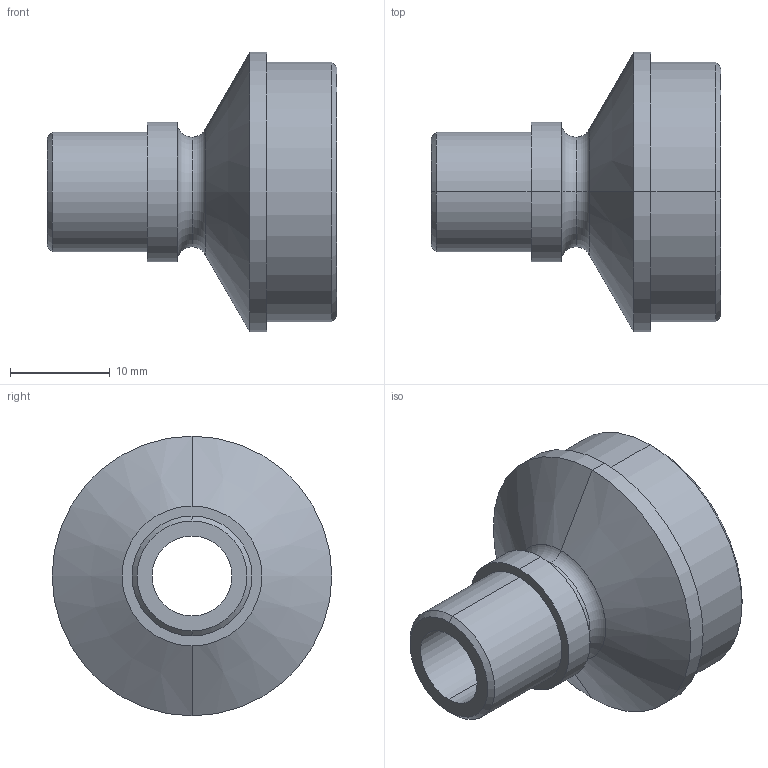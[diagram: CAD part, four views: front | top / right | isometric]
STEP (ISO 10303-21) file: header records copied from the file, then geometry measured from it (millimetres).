
FILE_DESCRIPTION (( 'STEP AP203' ), '1' );
FILE_NAME ('embout_inf_Défaut_sldprt.STEP', '2017-07-05T05:55:41', ( '' ), ( '' ), 'SwSTEP 2.0', 'SolidWorks 2013', '' );
FILE_SCHEMA (( 'CONFIG_CONTROL_DESIGN' ));
Length unit declared in the file: millimetre
Products named in the file (1): embout_inf_Défaut_sldprt
Bounding box: 29 x 28 x 28 mm (x, y, z)
Volume: 4213.9 mm3; surface area: 3516.9 mm2
Topology: 1 solids, 1 shells, 31 faces, 62 edges, 36 vertices
Faces by surface type: cylinder 14, cone 8, plane 5, torus 4
Entity records: 889 total; most frequent: DIRECTION 166, CARTESIAN_POINT 130, ORIENTED_EDGE 124, AXIS2_PLACEMENT_3D 72, EDGE_CURVE 62, CIRCLE 40, EDGE_LOOP 36, VERTEX_POINT 36
